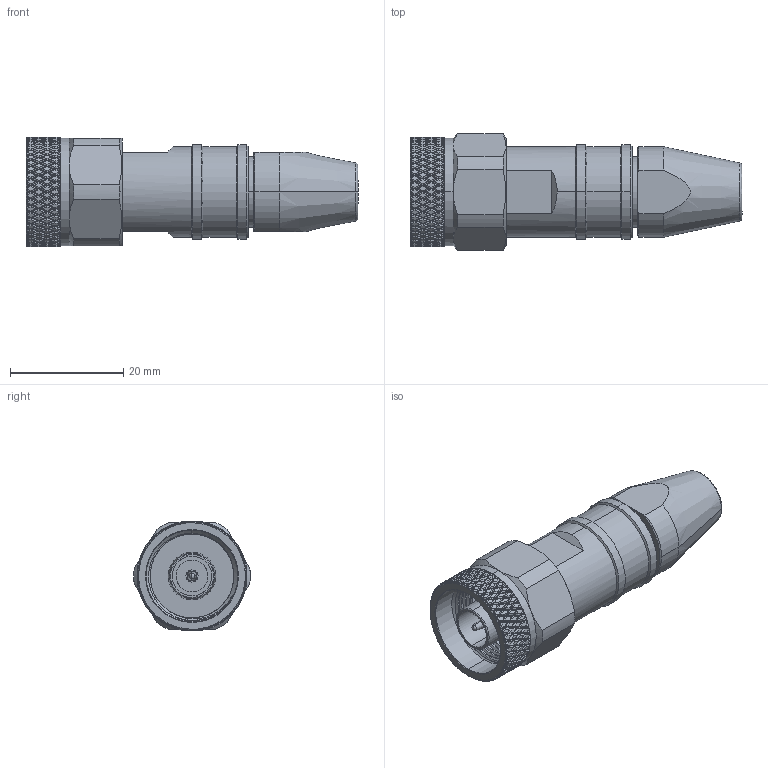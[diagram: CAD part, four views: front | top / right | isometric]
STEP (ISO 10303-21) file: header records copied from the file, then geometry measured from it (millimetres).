
FILE_DESCRIPTION (( 'STEP AP203' ), '1' );
FILE_NAME ('3190-6237(TCP-401-NMC-LP).STEP', '2020-03-05T05:59:57', ( '' ), ( '' ), 'SwSTEP 2.0', 'SolidWorks 2017', '' );
FILE_SCHEMA (( 'CONFIG_CONTROL_DESIGN' ));
Products named in the file (1): 3190-6237(TCP-401-NMC-LP)
Bounding box: 58.68 x 20.62 x 19.43 mm (x, y, z)
Volume: 10060.3 mm3; surface area: 5138.4 mm2
Topology: 1 solids, 1 shells, 1426 faces, 3199 edges, 1782 vertices
Faces by surface type: bspline 1008, cylinder 353, cone 42, plane 23
Entity records: 80084 total; most frequent: CARTESIAN_POINT 58112, ORIENTED_EDGE 6390, EDGE_CURVE 3195, DIRECTION 2374, VERTEX_POINT 1782, EDGE_LOOP 1437, ADVANCED_FACE 1426, FACE_OUTER_BOUND 1426
